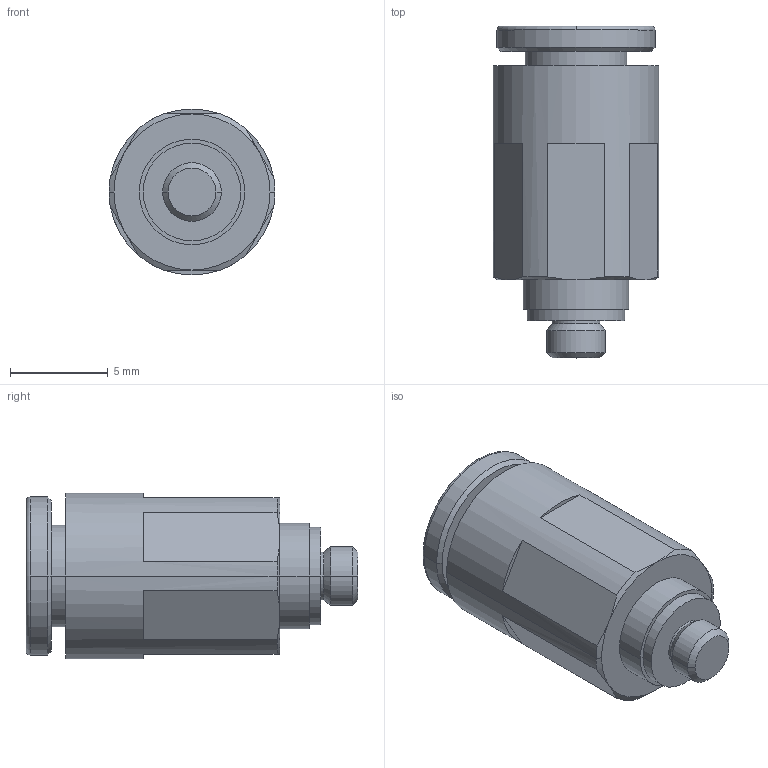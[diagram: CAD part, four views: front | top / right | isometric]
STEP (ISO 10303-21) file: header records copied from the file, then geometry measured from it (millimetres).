
FILE_DESCRIPTION(('STEP AP214'),'1');
FILE_NAME('3101_04_09.stp','2016-07-07T15:00:08',('TraceParts'),('TraceParts S.A.'),'Spatial InterOp 3D',' ',' ');
FILE_SCHEMA(('automotive_design'));
Length unit declared in the file: millimetre
Products named in the file (1): 1
Bounding box: 8.5 x 17 x 8.5 mm (x, y, z)
Volume: 585.6 mm3; surface area: 713.6 mm2
Topology: 1 solids, 1 shells, 52 faces, 117 edges, 73 vertices
Faces by surface type: plane 20, cylinder 16, cone 14, torus 2
Entity records: 1491 total; most frequent: CARTESIAN_POINT 291, DIRECTION 274, ORIENTED_EDGE 234, EDGE_CURVE 117, AXIS2_PLACEMENT_3D 116, VERTEX_POINT 73, CIRCLE 63, EDGE_LOOP 58
